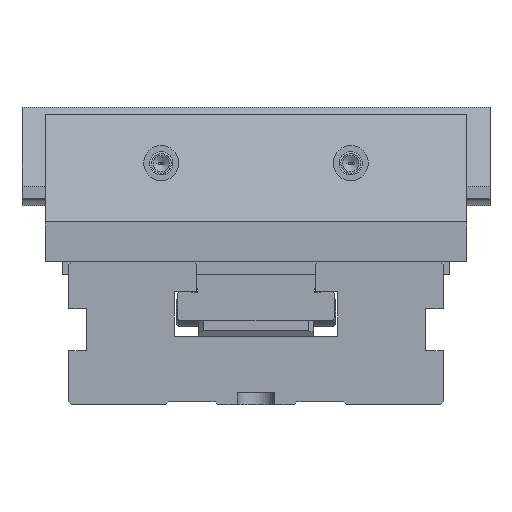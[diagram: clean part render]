
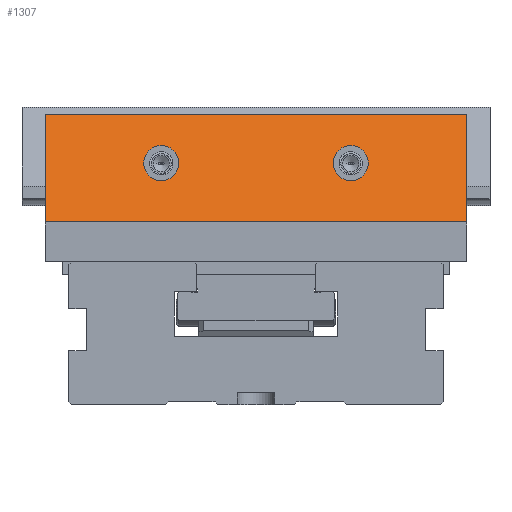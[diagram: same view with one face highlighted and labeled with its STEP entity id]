
A CAD part, left-side view. The second image highlights one B-rep face of the part: STEP entity #1307.
In plain terms, the highlighted planar face has unit normal (-0.924, 0, 0.383).
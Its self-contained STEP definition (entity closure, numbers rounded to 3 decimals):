
#113=ELLIPSE('',#8931,8.118,7.5);
#114=ELLIPSE('',#8946,8.118,7.5);
#695=FACE_BOUND('',#2520,.T.);
#696=FACE_BOUND('',#2521,.T.);
#697=FACE_BOUND('',#2522,.T.);
#1307=ADVANCED_FACE('',(#695,#696,#697),#1677,.F.);
#1677=PLANE('',#8948);
#2520=EDGE_LOOP('',(#3747,#3748,#3749,#3750));
#2521=EDGE_LOOP('',(#3751));
#2522=EDGE_LOOP('',(#3752));
#3747=ORIENTED_EDGE('',*,*,#6319,.T.);
#3748=ORIENTED_EDGE('',*,*,#6303,.T.);
#3749=ORIENTED_EDGE('',*,*,#6336,.T.);
#3750=ORIENTED_EDGE('',*,*,#6323,.T.);
#3751=ORIENTED_EDGE('',*,*,#6369,.F.);
#3752=ORIENTED_EDGE('',*,*,#6363,.F.);
#5394=VERTEX_POINT('',#13105);
#5395=VERTEX_POINT('',#13106);
#5408=VERTEX_POINT('',#13137);
#5411=VERTEX_POINT('',#13145);
#5438=VERTEX_POINT('',#13232);
#5445=VERTEX_POINT('',#13254);
#6303=EDGE_CURVE('',#5394,#5395,#7277,.T.);
#6319=EDGE_CURVE('',#5408,#5394,#7291,.T.);
#6323=EDGE_CURVE('',#5411,#5408,#7294,.T.);
#6336=EDGE_CURVE('',#5395,#5411,#7305,.T.);
#6363=EDGE_CURVE('',#5438,#5438,#113,.T.);
#6369=EDGE_CURVE('',#5445,#5445,#114,.T.);
#7277=LINE('',#13104,#8056);
#7291=LINE('',#13136,#8070);
#7294=LINE('',#13144,#8073);
#7305=LINE('',#13169,#8084);
#8056=VECTOR('',#10219,1.);
#8070=VECTOR('',#10241,1.);
#8073=VECTOR('',#10248,1.);
#8084=VECTOR('',#10267,1.);
#8931=AXIS2_PLACEMENT_3D('',#13231,#10341,#10342);
#8946=AXIS2_PLACEMENT_3D('',#13253,#10371,#10372);
#8948=AXIS2_PLACEMENT_3D('',#13256,#10375,#10376);
#10219=DIRECTION('',(0.,1.,0.));
#10241=DIRECTION('',(0.383,0.,0.924));
#10248=DIRECTION('',(0.,-1.,0.));
#10267=DIRECTION('',(-0.383,0.,-0.924));
#10341=DIRECTION('',(-0.924,0.,0.383));
#10342=DIRECTION('',(0.383,0.,0.924));
#10371=DIRECTION('',(-0.924,0.,0.383));
#10372=DIRECTION('',(0.383,0.,0.924));
#10375=DIRECTION('',(0.924,0.,-0.383));
#10376=DIRECTION('',(-0.383,0.,-0.924));
#13104=CARTESIAN_POINT('',(19.042,80.,124.4));
#13105=CARTESIAN_POINT('',(19.042,-10.,124.4));
#13106=CARTESIAN_POINT('',(19.042,170.,124.4));
#13136=CARTESIAN_POINT('',(0.589,-10.,79.853));
#13137=CARTESIAN_POINT('',(0.,-10.,78.43));
#13144=CARTESIAN_POINT('',(0.,80.,78.43));
#13145=CARTESIAN_POINT('',(0.,170.,78.43));
#13169=CARTESIAN_POINT('',(0.589,170.,79.853));
#13231=CARTESIAN_POINT('',(10.405,120.5,103.55));
#13232=CARTESIAN_POINT('',(13.512,120.5,111.05));
#13253=CARTESIAN_POINT('',(10.405,39.5,103.55));
#13254=CARTESIAN_POINT('',(13.512,39.5,111.05));
#13256=CARTESIAN_POINT('',(21.926,80.,131.363));
